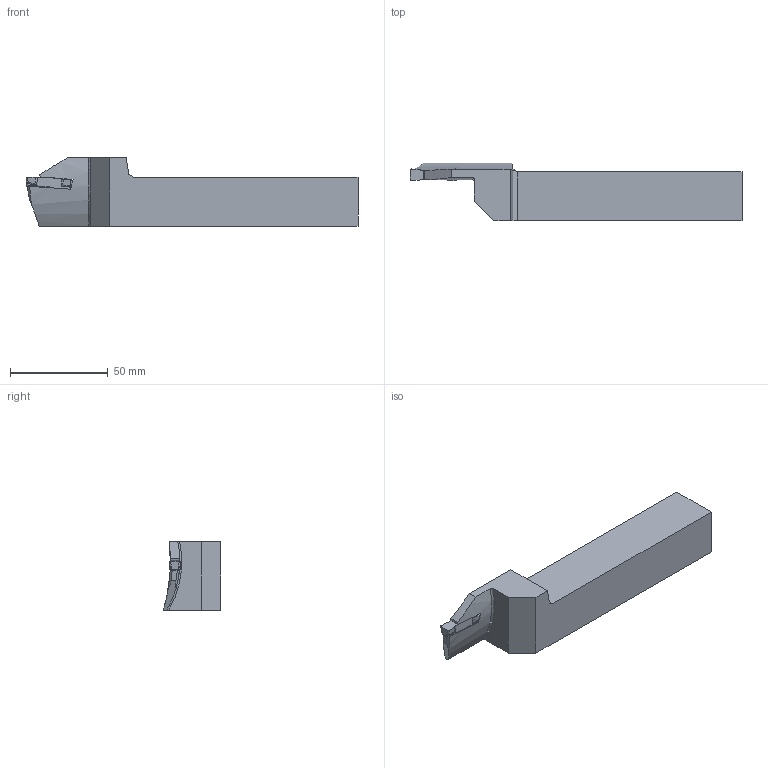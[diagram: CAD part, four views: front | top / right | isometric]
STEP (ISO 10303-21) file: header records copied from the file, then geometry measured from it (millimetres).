
FILE_DESCRIPTION(/* description */ (''),/* implementation_level */ '2;1');
FILE_NAME(/* name */ 'AAKT-WGX24-R-2525-88-180-6-T32.stp',/* time_stamp */ '2023-10-18T15:18:25+03:00',/* author */ (''),/* organization */ (''),/* preprocessor_version */ 'ST-DEVELOPER v19.4',/* originating_system */ 'SIEMENS PLM Software NX2306.3001',/* authorisation */ '');
FILE_SCHEMA (('AUTOMOTIVE_DESIGN { 1 0 10303 214 3 1 1 1 }'));
Length unit declared in the file: millimetre
Products named in the file (1): AAKT-WGX24-R-2525-88-180-6-T32_x_t_objects
Bounding box: 170 x 29.51 x 35 mm (x, y, z)
Volume: 93882.9 mm3; surface area: 18243.5 mm2
Topology: 2 solids, 2 shells, 59 faces, 160 edges, 105 vertices
Faces by surface type: plane 33, cylinder 19, bspline 6, torus 1
Entity records: 2127 total; most frequent: CARTESIAN_POINT 615, ORIENTED_EDGE 320, DIRECTION 300, EDGE_CURVE 160, AXIS2_PLACEMENT_3D 110, VERTEX_POINT 105, LINE 80, VECTOR 80
